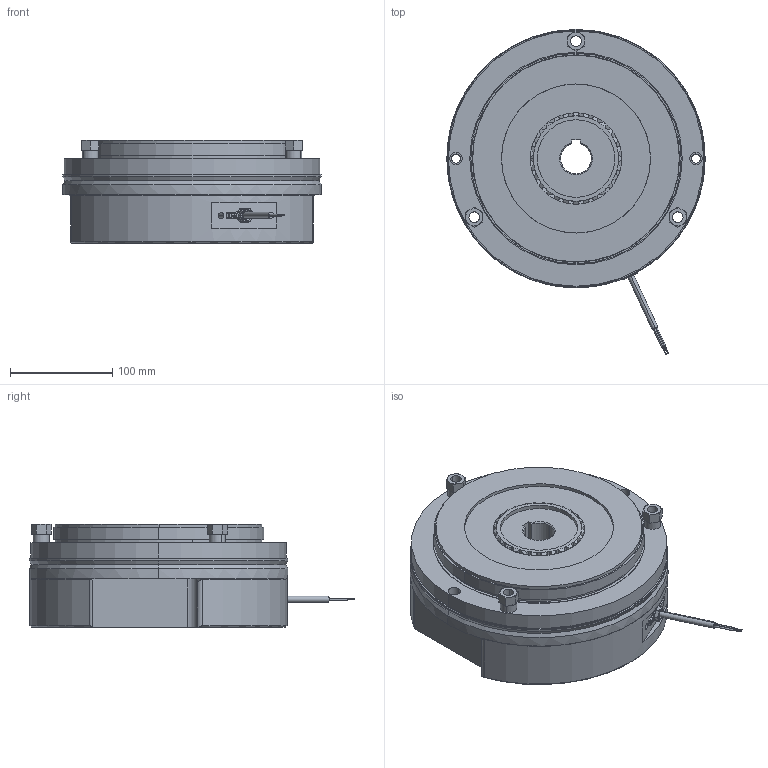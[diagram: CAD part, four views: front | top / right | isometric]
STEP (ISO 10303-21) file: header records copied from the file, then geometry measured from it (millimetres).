
FILE_DESCRIPTION (( 'STEP AP214' ), '1' );
FILE_NAME ('dr_bk_09_38_mu.STEP', '2021-11-04T07:15:29', ( '' ), ( '' ), 'SwSTEP 2.0', 'SolidWorks 2019', '' );
FILE_SCHEMA (( 'AUTOMOTIVE_DESIGN' ));
Length unit declared in the file: millimetre
Products named in the file (6): 10068491_000; 10068492_000; dr_bk_09_38_mu; 10068494_000; 10068497_000; 10068495_000
Assembly tree (7 placements, depth 2):
  dr_bk_09_38_mu
    10068491_000
    10068497_000
    10068492_000
    10068494_000
    10068495_000  x3
Bounding box: 253 x 318.41 x 101.7 mm (x, y, z)
Volume: 3944838 mm3; surface area: 505560.4 mm2
Topology: 22 solids, 22 shells, 1076 faces, 2552 edges, 1568 vertices
Faces by surface type: plane 447, cylinder 363, cone 206, bspline 42, torus 12, sphere 6
Entity records: 37209 total; most frequent: CARTESIAN_POINT 7078, DIRECTION 4959, ORIENTED_EDGE 4880, EDGE_CURVE 2440, AXIS2_PLACEMENT_3D 1871, VERTEX_POINT 1510, LINE 1217, VECTOR 1217
